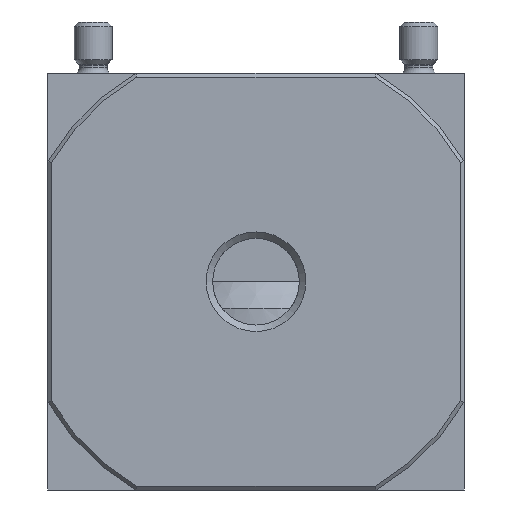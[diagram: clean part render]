
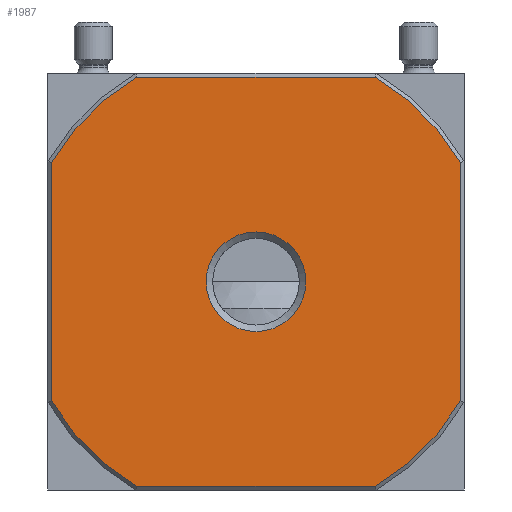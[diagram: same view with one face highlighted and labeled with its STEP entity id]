
A CAD part, front view. The second image highlights one B-rep face of the part: STEP entity #1987.
In plain terms, the highlighted planar face has unit normal (0, -1, 0).
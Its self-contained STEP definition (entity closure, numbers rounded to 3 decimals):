
#150=CIRCLE('',#2122,6.579);
#151=CIRCLE('',#2123,31.25);
#152=CIRCLE('',#2124,31.25);
#153=CIRCLE('',#2125,31.25);
#154=CIRCLE('',#2126,31.25);
#263=ORIENTED_EDGE('',*,*,#653,.F.);
#264=ORIENTED_EDGE('',*,*,#654,.T.);
#265=ORIENTED_EDGE('',*,*,#655,.F.);
#266=ORIENTED_EDGE('',*,*,#649,.T.);
#267=ORIENTED_EDGE('',*,*,#656,.F.);
#268=ORIENTED_EDGE('',*,*,#657,.F.);
#269=ORIENTED_EDGE('',*,*,#658,.F.);
#270=ORIENTED_EDGE('',*,*,#659,.F.);
#271=ORIENTED_EDGE('',*,*,#660,.F.);
#649=EDGE_CURVE('',#844,#845,#972,.T.);
#653=EDGE_CURVE('',#848,#848,#150,.T.);
#654=EDGE_CURVE('',#849,#850,#974,.T.);
#655=EDGE_CURVE('',#844,#850,#151,.T.);
#656=EDGE_CURVE('',#851,#845,#152,.T.);
#657=EDGE_CURVE('',#852,#851,#975,.T.);
#658=EDGE_CURVE('',#853,#852,#153,.T.);
#659=EDGE_CURVE('',#854,#853,#976,.T.);
#660=EDGE_CURVE('',#849,#854,#154,.T.);
#844=VERTEX_POINT('',#2911);
#845=VERTEX_POINT('',#2912);
#848=VERTEX_POINT('',#2926);
#849=VERTEX_POINT('',#2928);
#850=VERTEX_POINT('',#2929);
#851=VERTEX_POINT('',#2932);
#852=VERTEX_POINT('',#2934);
#853=VERTEX_POINT('',#2936);
#854=VERTEX_POINT('',#2938);
#972=LINE('',#2910,#1048);
#974=LINE('',#2927,#1050);
#975=LINE('',#2933,#1051);
#976=LINE('',#2937,#1052);
#1048=VECTOR('',#2349,1000.);
#1050=VECTOR('',#2355,1000.);
#1051=VECTOR('',#2360,1000.);
#1052=VECTOR('',#2363,1000.);
#1123=EDGE_LOOP('',(#263));
#1124=EDGE_LOOP('',(#264,#265,#266,#267,#268,#269,#270,#271));
#1289=FACE_BOUND('',#1123,.T.);
#1290=FACE_BOUND('',#1124,.T.);
#1449=PLANE('',#2121);
#1987=ADVANCED_FACE('',(#1289,#1290),#1449,.F.);
#2121=AXIS2_PLACEMENT_3D('',#2924,#2351,#2352);
#2122=AXIS2_PLACEMENT_3D('',#2925,#2353,#2354);
#2123=AXIS2_PLACEMENT_3D('',#2930,#2356,#2357);
#2124=AXIS2_PLACEMENT_3D('',#2931,#2358,#2359);
#2125=AXIS2_PLACEMENT_3D('',#2935,#2361,#2362);
#2126=AXIS2_PLACEMENT_3D('',#2939,#2364,#2365);
#2349=DIRECTION('',(0.,0.,-1.));
#2351=DIRECTION('',(0.,1.,0.));
#2352=DIRECTION('',(0.,0.,1.));
#2353=DIRECTION('',(0.,-1.,0.));
#2354=DIRECTION('',(0.,0.,-1.));
#2355=DIRECTION('',(-1.,0.,0.));
#2356=DIRECTION('',(0.,1.,0.));
#2357=DIRECTION('',(-1.,0.,0.));
#2358=DIRECTION('',(0.,1.,0.));
#2359=DIRECTION('',(-1.,0.,0.));
#2360=DIRECTION('',(-1.,0.,0.));
#2361=DIRECTION('',(0.,1.,0.));
#2362=DIRECTION('',(-1.,0.,0.));
#2363=DIRECTION('',(0.,0.,-1.));
#2364=DIRECTION('',(0.,1.,0.));
#2365=DIRECTION('',(-1.,0.,0.));
#2910=CARTESIAN_POINT('',(-27.,-27.5,27.5));
#2911=CARTESIAN_POINT('',(-27.,-27.5,15.734));
#2912=CARTESIAN_POINT('',(-27.,-27.5,-15.734));
#2924=CARTESIAN_POINT('',(-27.,-27.5,27.5));
#2925=CARTESIAN_POINT('',(0.,-27.5,0.));
#2926=CARTESIAN_POINT('',(0.,-27.5,-6.579));
#2927=CARTESIAN_POINT('',(27.5,-27.5,27.));
#2928=CARTESIAN_POINT('',(15.734,-27.5,27.));
#2929=CARTESIAN_POINT('',(-15.734,-27.5,27.));
#2930=CARTESIAN_POINT('',(0.,-27.5,0.));
#2931=CARTESIAN_POINT('',(0.,-27.5,0.));
#2932=CARTESIAN_POINT('',(-15.734,-27.5,-27.));
#2933=CARTESIAN_POINT('',(27.5,-27.5,-27.));
#2934=CARTESIAN_POINT('',(15.734,-27.5,-27.));
#2935=CARTESIAN_POINT('',(0.,-27.5,0.));
#2936=CARTESIAN_POINT('',(27.,-27.5,-15.734));
#2937=CARTESIAN_POINT('',(27.,-27.5,27.5));
#2938=CARTESIAN_POINT('',(27.,-27.5,15.734));
#2939=CARTESIAN_POINT('',(0.,-27.5,0.));
